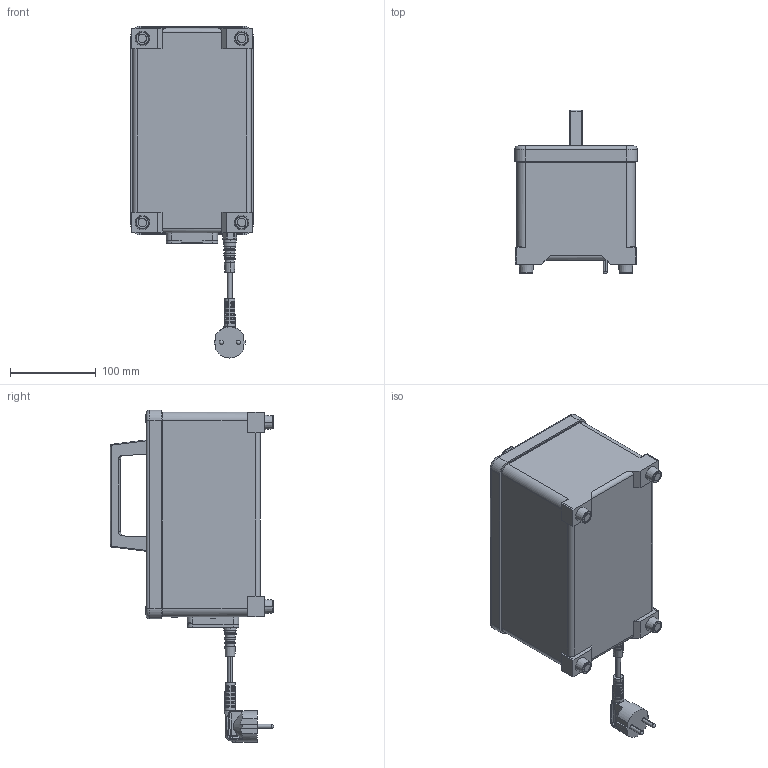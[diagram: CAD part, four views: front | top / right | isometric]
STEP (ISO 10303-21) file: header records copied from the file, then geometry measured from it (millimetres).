
FILE_DESCRIPTION (( 'STEP AP214' ), '1' );
FILE_NAME ('865732.STEP', '2024-08-16T07:33:13', ( '' ), ( '' ), 'SwSTEP 2.0', 'SolidWorks 2022', '' );
FILE_SCHEMA (( 'AUTOMOTIVE_DESIGN' ));
Length unit declared in the file: millimetre
Products named in the file (1): 865732
Bounding box: 143 x 191 x 387.67 mm (x, y, z)
Volume: 4546922.6 mm3; surface area: 203371.3 mm2
Topology: 1 solids, 1 shells, 992 faces, 2398 edges, 1342 vertices
Faces by surface type: bspline 389, cylinder 278, plane 263, cone 50, torus 12
Entity records: 36436 total; most frequent: CARTESIAN_POINT 15910, ORIENTED_EDGE 4596, DIRECTION 3960, EDGE_CURVE 2298, AXIS2_PLACEMENT_3D 1547, VERTEX_POINT 1342, EDGE_LOOP 1034, ADVANCED_FACE 992
